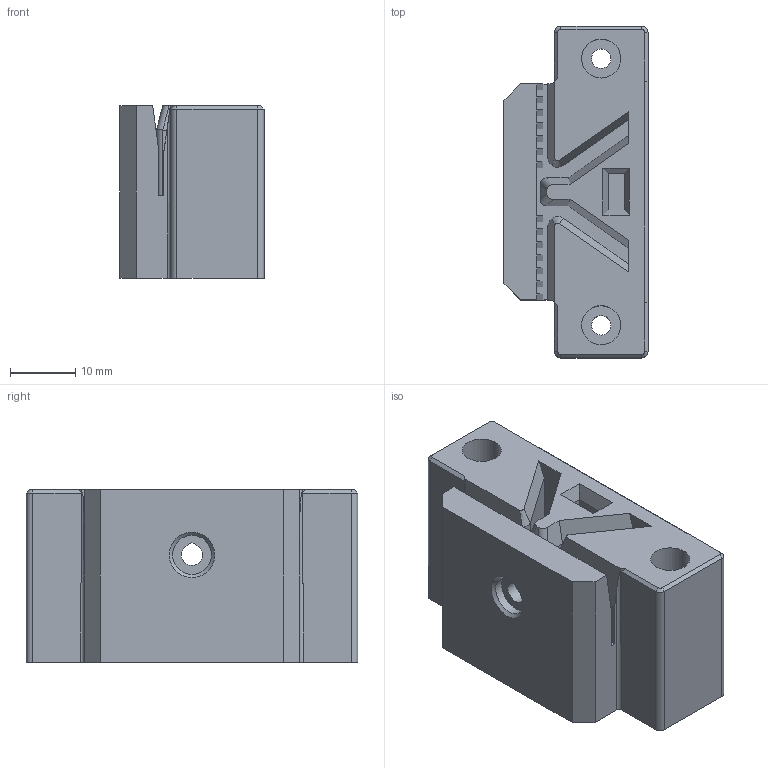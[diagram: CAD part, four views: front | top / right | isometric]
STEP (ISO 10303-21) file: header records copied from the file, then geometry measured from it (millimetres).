
FILE_DESCRIPTION(/* description */ (''),/* implementation_level */ '2;1');
FILE_NAME(/* name */ 'y-axis_belt_holder.step',/* time_stamp */ '2020-09-13T15:16:33+07:00',/* author */ (''),/* organization */ (''),/* preprocessor_version */ 'ST-DEVELOPER v18.1',/* originating_system */ 'Autodesk Translation Framework v9.3.0.1241',/* authorisation */ '');
FILE_SCHEMA (('AUTOMOTIVE_DESIGN { 1 0 10303 214 3 1 1 }'));
Length unit declared in the file: millimetre
Products named in the file (1): Y-Belt Holder
Bounding box: 22.15 x 51 x 26.5 mm (x, y, z)
Volume: 23083.2 mm3; surface area: 8687.1 mm2
Topology: 1 solids, 1 shells, 159 faces, 445 edges, 291 vertices
Faces by surface type: plane 129, cylinder 20, cone 10
Full cylindrical faces by diameter (mm): 3 x2, 6 x3
Entity records: 5116 total; most frequent: CARTESIAN_POINT 932, ORIENTED_EDGE 890, DIRECTION 814, EDGE_CURVE 445, LINE 380, VECTOR 380, VERTEX_POINT 291, AXIS2_PLACEMENT_3D 217
